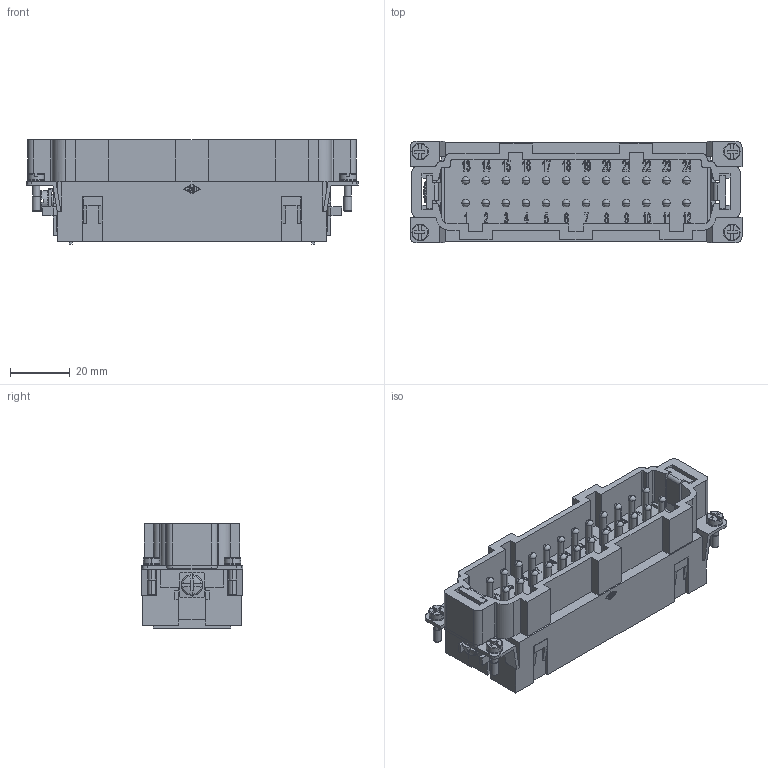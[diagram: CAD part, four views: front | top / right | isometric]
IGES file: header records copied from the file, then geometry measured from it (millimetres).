
Global section: file name: No Iges File Name specified; native system: AutoDesk Inventor R6.1; preprocessor: AutoDesk Inventor Iges Exporter R6.1; author: No Author specified; organization: No Organization specified; date: 20061102.101143; units: millimetre
Bounding box: 110.8 x 34 x 35 mm (x, y, z)
Volume: 66424.5 mm3; surface area: 32456.5 mm2
Topology: 1 solids, 1 shells, 2133 faces, 5743 edges, 3728 vertices
Faces by surface type: bspline 941, plane 876, cylinder 146, cone 56, sphere 50, revolution 50, torus 14
